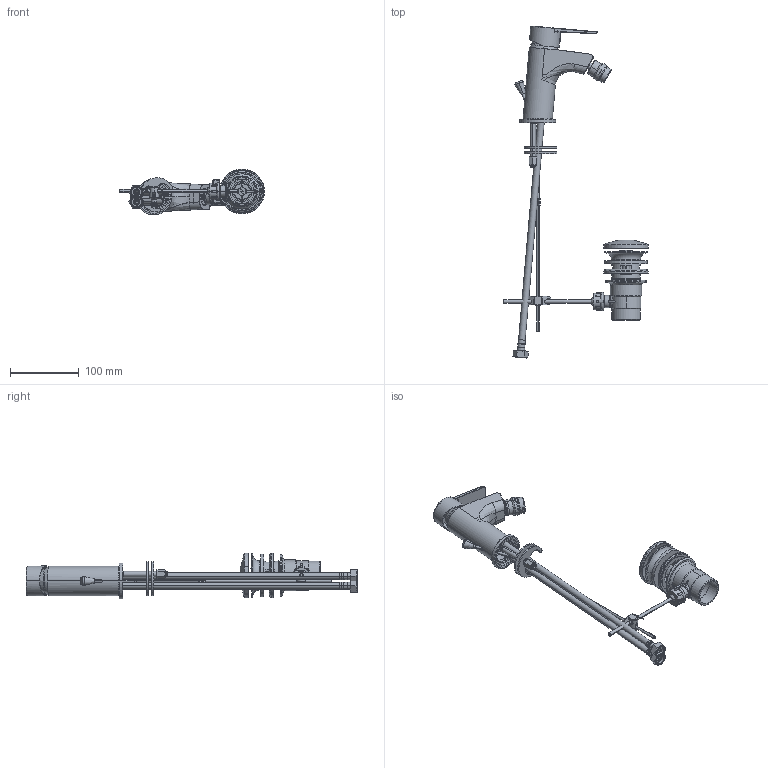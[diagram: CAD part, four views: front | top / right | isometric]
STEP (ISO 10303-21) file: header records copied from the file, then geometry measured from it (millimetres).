
FILE_DESCRIPTION((''),'2;1');
FILE_NAME('BTR6_ASM','2023-10-06T',('Administrator'),(''),'PRO/ENGINEER BY PARAMETRIC TECHNOLOGY CORPORATION, 2010430','PRO/ENGINEER BY PARAMETRIC TECHNOLOGY CORPORATION, 2010430','');
FILE_SCHEMA(('CONFIG_CONTROL_DESIGN'));
Length unit declared in the file: millimetre
Products named in the file (26): 2110192; 2720008; 2020088; 2020043; 2240131; 2070001; 2210001; 2860039; 2530022; 2550032; 2050113; 2030028; 2010133; 2010132; 2060054_ASM; 2050001; 2350002-5; 2350002-4; 2350002-1; 2350002-3; 2350002-2; 2350002_ASM; 2320003; 2340006; 2820004; BTR6_ASM
Assembly tree (27 placements, depth 3):
  BTR6_ASM
    2110192
    2720008
    2020088
    2020043
    2240131
    2070001
    2210001
    2860039  x2
    2530022
    2550032
    2060054_ASM
      2050113
      2030028
      2010133
      2010132
    2050001  x2
    2350002_ASM
      2350002-5
      2350002-4
      2350002-1
      2350002-3
      2350002-2
    2320003
    2340006
    2820004
Bounding box: 210 x 481.3 x 66.49 mm (x, y, z)
Volume: 265413.3 mm3; surface area: 224167.6 mm2
Topology: 30 solids, 36 shells, 2971 faces, 8041 edges, 5111 vertices
Faces by surface type: plane 1659, cylinder 745, cone 213, bspline 171, torus 144, sphere 34, extrusion 5
Entity records: 105204 total; most frequent: CARTESIAN_POINT 32892, ORIENTED_EDGE 15646, DIRECTION 13977, EDGE_CURVE 7823, VERTEX_POINT 5005, AXIS2_PLACEMENT_3D 4897, VECTOR 4183, LINE 4178
